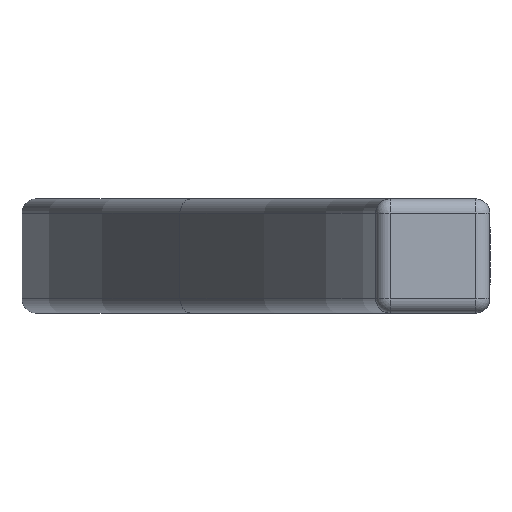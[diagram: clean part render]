
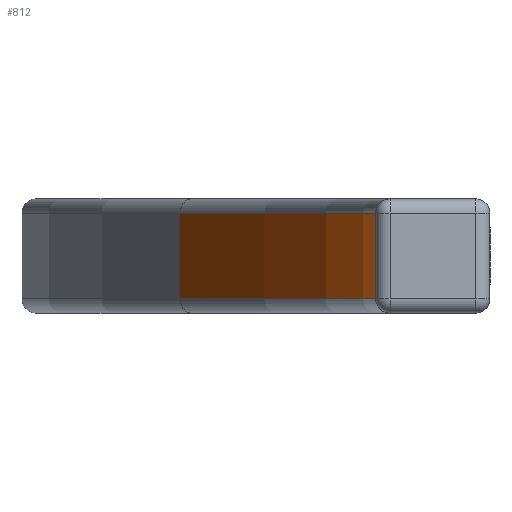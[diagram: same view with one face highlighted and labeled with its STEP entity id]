
A CAD part, left-side view. The second image highlights one B-rep face of the part: STEP entity #812.
In plain terms, the highlighted cylindrical face has radius 96 mm (diameter 192 mm), a partial arc.
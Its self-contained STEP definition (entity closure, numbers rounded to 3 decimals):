
#100=FACE_OUTER_BOUND('',#158,.T.);
#158=EDGE_LOOP('',(#717,#718,#719,#720));
#205=LINE('',#1491,#251);
#206=LINE('',#1493,#252);
#251=VECTOR('',#1249,10.);
#252=VECTOR('',#1252,10.);
#305=CIRCLE('',#924,96.);
#311=CIRCLE('',#934,96.);
#379=VERTEX_POINT('',#1441);
#380=VERTEX_POINT('',#1445);
#382=VERTEX_POINT('',#1455);
#383=VERTEX_POINT('',#1459);
#479=EDGE_CURVE('',#380,#379,#305,.T.);
#486=EDGE_CURVE('',#382,#383,#311,.T.);
#501=EDGE_CURVE('',#383,#380,#205,.T.);
#502=EDGE_CURVE('',#382,#379,#206,.T.);
#717=ORIENTED_EDGE('',*,*,#486,.F.);
#718=ORIENTED_EDGE('',*,*,#502,.T.);
#719=ORIENTED_EDGE('',*,*,#479,.F.);
#720=ORIENTED_EDGE('',*,*,#501,.F.);
#757=CYLINDRICAL_SURFACE('',#958,96.);
#812=ADVANCED_FACE('',(#100),#757,.F.);
#924=AXIS2_PLACEMENT_3D('',#1447,#1179,#1180);
#934=AXIS2_PLACEMENT_3D('',#1461,#1200,#1201);
#958=AXIS2_PLACEMENT_3D('',#1492,#1250,#1251);
#1179=DIRECTION('center_axis',(0.,0.,-1.));
#1180=DIRECTION('ref_axis',(0.267,-0.964,0.));
#1200=DIRECTION('center_axis',(0.,0.,1.));
#1201=DIRECTION('ref_axis',(0.267,-0.964,0.));
#1249=DIRECTION('',(0.,0.,1.));
#1250=DIRECTION('center_axis',(0.,0.,1.));
#1251=DIRECTION('ref_axis',(0.,-1.,0.));
#1252=DIRECTION('',(0.,0.,1.));
#1441=CARTESIAN_POINT('',(209.861,4.,3.));
#1445=CARTESIAN_POINT('',(259.309,17.714,3.));
#1447=CARTESIAN_POINT('Origin',(209.861,100.,3.));
#1455=CARTESIAN_POINT('',(209.861,4.,-3.));
#1459=CARTESIAN_POINT('',(259.309,17.714,-3.));
#1461=CARTESIAN_POINT('Origin',(209.861,100.,-3.));
#1491=CARTESIAN_POINT('',(259.309,17.714,-4.));
#1492=CARTESIAN_POINT('Origin',(209.861,100.,0.));
#1493=CARTESIAN_POINT('',(209.861,4.,-4.));
